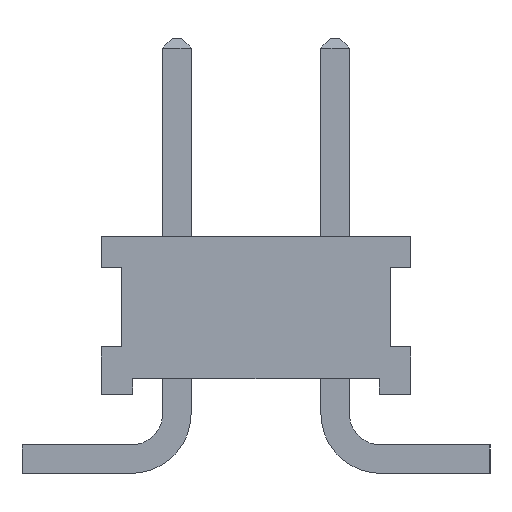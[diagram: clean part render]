
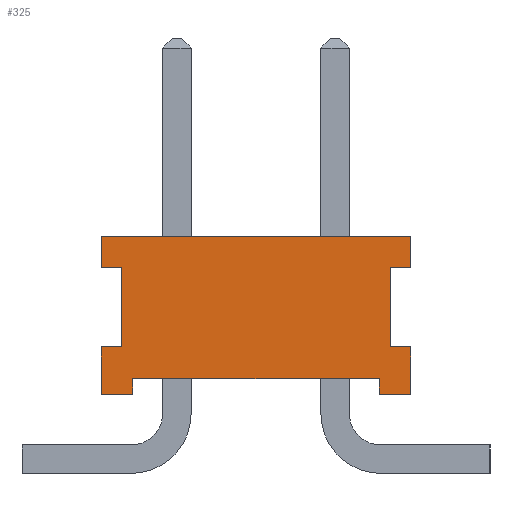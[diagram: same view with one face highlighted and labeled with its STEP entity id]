
A CAD part, left-side view. The second image highlights one B-rep face of the part: STEP entity #325.
In plain terms, the highlighted planar face has unit normal (-1, 0, 0).
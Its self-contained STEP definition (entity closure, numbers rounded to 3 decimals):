
#21 = EDGE_CURVE('',#22,#24,#26,.T.);
#22 = VERTEX_POINT('',#23);
#23 = CARTESIAN_POINT('',(-6.35,-2.159,2.032));
#24 = VERTEX_POINT('',#25);
#25 = CARTESIAN_POINT('',(-6.35,-2.489,2.032));
#26 = LINE('',#27,#28);
#27 = CARTESIAN_POINT('',(-6.35,-2.159,2.032));
#28 = VECTOR('',#29,1.);
#29 = DIRECTION('',(0.,-1.,0.));
#61 = EDGE_CURVE('',#62,#22,#64,.T.);
#62 = VERTEX_POINT('',#63);
#63 = CARTESIAN_POINT('',(-6.35,-2.159,3.302));
#64 = LINE('',#65,#66);
#65 = CARTESIAN_POINT('',(-6.35,-2.159,3.302));
#66 = VECTOR('',#67,1.);
#67 = DIRECTION('',(0.,0.,-1.));
#92 = EDGE_CURVE('',#93,#95,#97,.T.);
#93 = VERTEX_POINT('',#94);
#94 = CARTESIAN_POINT('',(-6.35,2.159,2.032));
#95 = VERTEX_POINT('',#96);
#96 = CARTESIAN_POINT('',(-6.35,2.159,3.302));
#97 = LINE('',#98,#99);
#98 = CARTESIAN_POINT('',(-6.35,2.159,2.032));
#99 = VECTOR('',#100,1.);
#100 = DIRECTION('',(0.,0.,1.));
#141 = EDGE_CURVE('',#24,#142,#144,.T.);
#142 = VERTEX_POINT('',#143);
#143 = CARTESIAN_POINT('',(-6.35,-2.489,1.27));
#144 = LINE('',#145,#146);
#145 = CARTESIAN_POINT('',(-6.35,-2.489,3.81));
#146 = VECTOR('',#147,1.);
#147 = DIRECTION('',(0.,0.,-1.));
#174 = VERTEX_POINT('',#175);
#175 = CARTESIAN_POINT('',(-6.35,2.489,3.302));
#181 = EDGE_CURVE('',#182,#174,#184,.T.);
#182 = VERTEX_POINT('',#183);
#183 = CARTESIAN_POINT('',(-6.35,2.489,3.81));
#184 = LINE('',#185,#186);
#185 = CARTESIAN_POINT('',(-6.35,2.489,3.81));
#186 = VECTOR('',#187,1.);
#187 = DIRECTION('',(0.,0.,-1.));
#203 = EDGE_CURVE('',#204,#206,#208,.T.);
#204 = VERTEX_POINT('',#205);
#205 = CARTESIAN_POINT('',(-6.35,-2.489,3.81));
#206 = VERTEX_POINT('',#207);
#207 = CARTESIAN_POINT('',(-6.35,-2.489,3.302));
#208 = LINE('',#209,#210);
#209 = CARTESIAN_POINT('',(-6.35,-2.489,3.81));
#210 = VECTOR('',#211,1.);
#211 = DIRECTION('',(0.,0.,-1.));
#325 = ADVANCED_FACE('',(#326),#406,.F.);
#326 = FACE_BOUND('',#327,.T.);
#327 = EDGE_LOOP('',(#328,#329,#335,#336,#344,#352,#360,#368,#376,#384,
    #390,#391,#392,#393,#399,#400));
#328 = ORIENTED_EDGE('',*,*,#181,.T.);
#329 = ORIENTED_EDGE('',*,*,#330,.F.);
#330 = EDGE_CURVE('',#95,#174,#331,.T.);
#331 = LINE('',#332,#333);
#332 = CARTESIAN_POINT('',(-6.35,2.159,3.302));
#333 = VECTOR('',#334,1.);
#334 = DIRECTION('',(0.,1.,0.));
#335 = ORIENTED_EDGE('',*,*,#92,.F.);
#336 = ORIENTED_EDGE('',*,*,#337,.F.);
#337 = EDGE_CURVE('',#338,#93,#340,.T.);
#338 = VERTEX_POINT('',#339);
#339 = CARTESIAN_POINT('',(-6.35,2.489,2.032));
#340 = LINE('',#341,#342);
#341 = CARTESIAN_POINT('',(-6.35,2.489,2.032));
#342 = VECTOR('',#343,1.);
#343 = DIRECTION('',(0.,-1.,0.));
#344 = ORIENTED_EDGE('',*,*,#345,.T.);
#345 = EDGE_CURVE('',#338,#346,#348,.T.);
#346 = VERTEX_POINT('',#347);
#347 = CARTESIAN_POINT('',(-6.35,2.489,1.27));
#348 = LINE('',#349,#350);
#349 = CARTESIAN_POINT('',(-6.35,2.489,3.81));
#350 = VECTOR('',#351,1.);
#351 = DIRECTION('',(0.,0.,-1.));
#352 = ORIENTED_EDGE('',*,*,#353,.T.);
#353 = EDGE_CURVE('',#346,#354,#356,.T.);
#354 = VERTEX_POINT('',#355);
#355 = CARTESIAN_POINT('',(-6.35,1.981,1.27));
#356 = LINE('',#357,#358);
#357 = CARTESIAN_POINT('',(-6.35,2.489,1.27));
#358 = VECTOR('',#359,1.);
#359 = DIRECTION('',(0.,-1.,0.));
#360 = ORIENTED_EDGE('',*,*,#361,.F.);
#361 = EDGE_CURVE('',#362,#354,#364,.T.);
#362 = VERTEX_POINT('',#363);
#363 = CARTESIAN_POINT('',(-6.35,1.981,1.524));
#364 = LINE('',#365,#366);
#365 = CARTESIAN_POINT('',(-6.35,1.981,1.524));
#366 = VECTOR('',#367,1.);
#367 = DIRECTION('',(0.,0.,-1.));
#368 = ORIENTED_EDGE('',*,*,#369,.F.);
#369 = EDGE_CURVE('',#370,#362,#372,.T.);
#370 = VERTEX_POINT('',#371);
#371 = CARTESIAN_POINT('',(-6.35,-1.981,1.524));
#372 = LINE('',#373,#374);
#373 = CARTESIAN_POINT('',(-6.35,-1.981,1.524));
#374 = VECTOR('',#375,1.);
#375 = DIRECTION('',(0.,1.,0.));
#376 = ORIENTED_EDGE('',*,*,#377,.F.);
#377 = EDGE_CURVE('',#378,#370,#380,.T.);
#378 = VERTEX_POINT('',#379);
#379 = CARTESIAN_POINT('',(-6.35,-1.981,1.27));
#380 = LINE('',#381,#382);
#381 = CARTESIAN_POINT('',(-6.35,-1.981,1.27));
#382 = VECTOR('',#383,1.);
#383 = DIRECTION('',(0.,0.,1.));
#384 = ORIENTED_EDGE('',*,*,#385,.T.);
#385 = EDGE_CURVE('',#378,#142,#386,.T.);
#386 = LINE('',#387,#388);
#387 = CARTESIAN_POINT('',(-6.35,2.489,1.27));
#388 = VECTOR('',#389,1.);
#389 = DIRECTION('',(0.,-1.,0.));
#390 = ORIENTED_EDGE('',*,*,#141,.F.);
#391 = ORIENTED_EDGE('',*,*,#21,.F.);
#392 = ORIENTED_EDGE('',*,*,#61,.F.);
#393 = ORIENTED_EDGE('',*,*,#394,.F.);
#394 = EDGE_CURVE('',#206,#62,#395,.T.);
#395 = LINE('',#396,#397);
#396 = CARTESIAN_POINT('',(-6.35,-2.489,3.302));
#397 = VECTOR('',#398,1.);
#398 = DIRECTION('',(0.,1.,0.));
#399 = ORIENTED_EDGE('',*,*,#203,.F.);
#400 = ORIENTED_EDGE('',*,*,#401,.F.);
#401 = EDGE_CURVE('',#182,#204,#402,.T.);
#402 = LINE('',#403,#404);
#403 = CARTESIAN_POINT('',(-6.35,2.489,3.81));
#404 = VECTOR('',#405,1.);
#405 = DIRECTION('',(0.,-1.,0.));
#406 = PLANE('',#407);
#407 = AXIS2_PLACEMENT_3D('',#408,#409,#410);
#408 = CARTESIAN_POINT('',(-6.35,2.489,3.81));
#409 = DIRECTION('',(1.,0.,0.));
#410 = DIRECTION('',(0.,1.,0.));
